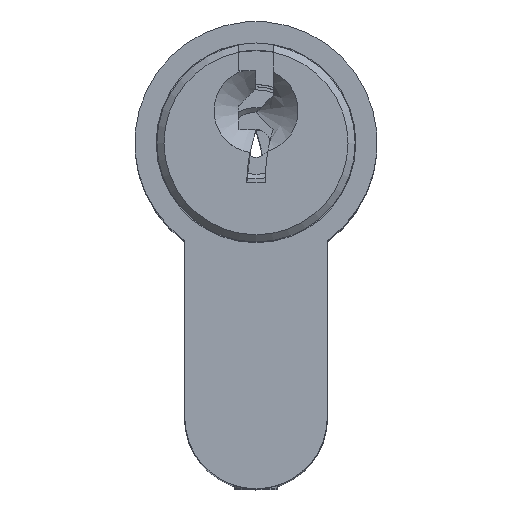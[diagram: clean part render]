
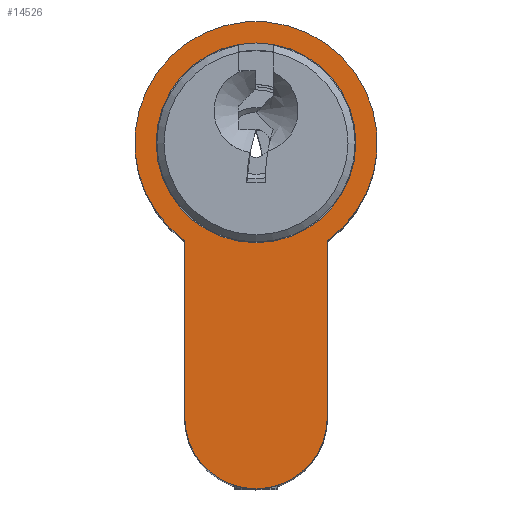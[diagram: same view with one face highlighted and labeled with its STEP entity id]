
A CAD part, top view. The second image highlights one B-rep face of the part: STEP entity #14526.
In plain terms, the highlighted planar face has unit normal (0, 0, 1).
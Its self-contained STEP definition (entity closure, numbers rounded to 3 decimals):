
#390 = DIRECTION ( 'NONE',  ( 0., 0., 1. ) ) ;
#864 = DIRECTION ( 'NONE',  ( 0., 0., 1. ) ) ;
#1457 = CARTESIAN_POINT ( 'NONE',  ( 0., -9.625, 25. ) ) ;
#1767 = ORIENTED_EDGE ( 'NONE', *, *, #2691, .F. ) ;
#1927 = DIRECTION ( 'NONE',  ( 1., 0., 0. ) ) ;
#2677 = LINE ( 'NONE', #10967, #15415 ) ;
#2691 = EDGE_CURVE ( 'NONE', #19178, #19178, #12541, .T. ) ;
#2853 = PLANE ( 'NONE',  #8706 ) ;
#3872 = CARTESIAN_POINT ( 'NONE',  ( 7., 9.625, 25. ) ) ;
#3998 = VERTEX_POINT ( 'NONE', #4584 ) ;
#4112 = CARTESIAN_POINT ( 'NONE',  ( 5., -9.625, 25. ) ) ;
#4584 = CARTESIAN_POINT ( 'NONE',  ( -5., -9.625, 25. ) ) ;
#4690 = DIRECTION ( 'NONE',  ( 0., 0., 1. ) ) ;
#5107 = EDGE_CURVE ( 'NONE', #15939, #7707, #20696, .T. ) ;
#6074 = CARTESIAN_POINT ( 'NONE',  ( -5., 2.751, 25. ) ) ;
#6597 = DIRECTION ( 'NONE',  ( 0., 0., 1. ) ) ;
#7707 = VERTEX_POINT ( 'NONE', #6074 ) ;
#8142 = CARTESIAN_POINT ( 'NONE',  ( 0., -9.625, 25. ) ) ;
#8684 = CIRCLE ( 'NONE', #16240, 5. ) ;
#8685 = ORIENTED_EDGE ( 'NONE', *, *, #20698, .T. ) ;
#8706 = AXIS2_PLACEMENT_3D ( 'NONE', #8142, #6597, #11343 ) ;
#8847 = AXIS2_PLACEMENT_3D ( 'NONE', #10445, #864, #16882 ) ;
#9134 = CARTESIAN_POINT ( 'NONE',  ( 5., 2.751, 25. ) ) ;
#9970 = CARTESIAN_POINT ( 'NONE',  ( 0., 9.625, 25. ) ) ;
#10138 = ORIENTED_EDGE ( 'NONE', *, *, #20576, .T. ) ;
#10445 = CARTESIAN_POINT ( 'NONE',  ( 0., 9.625, 25. ) ) ;
#10967 = CARTESIAN_POINT ( 'NONE',  ( 5., -9.625, 25. ) ) ;
#11030 = EDGE_LOOP ( 'NONE', ( #1767 ) ) ;
#11343 = DIRECTION ( 'NONE',  ( 1., 0., 0. ) ) ;
#12508 = DIRECTION ( 'NONE',  ( 1., 0., 0. ) ) ;
#12541 = CIRCLE ( 'NONE', #12603, 7. ) ;
#12603 = AXIS2_PLACEMENT_3D ( 'NONE', #9970, #390, #1927 ) ;
#14312 = EDGE_LOOP ( 'NONE', ( #14604, #10138, #16391, #8685 ) ) ;
#14526 = ADVANCED_FACE ( 'NONE', ( #16058, #17063 ), #2853, .T. ) ;
#14604 = ORIENTED_EDGE ( 'NONE', *, *, #19774, .T. ) ;
#14915 = LINE ( 'NONE', #16357, #16927 ) ;
#15415 = VECTOR ( 'NONE', #20342, 1000. ) ;
#15939 = VERTEX_POINT ( 'NONE', #9134 ) ;
#16058 = FACE_BOUND ( 'NONE', #11030, .T. ) ;
#16240 = AXIS2_PLACEMENT_3D ( 'NONE', #1457, #4690, #12508 ) ;
#16357 = CARTESIAN_POINT ( 'NONE',  ( -5., -9.625, 25. ) ) ;
#16391 = ORIENTED_EDGE ( 'NONE', *, *, #5107, .T. ) ;
#16707 = VERTEX_POINT ( 'NONE', #4112 ) ;
#16882 = DIRECTION ( 'NONE',  ( 1., 0., 0. ) ) ;
#16927 = VECTOR ( 'NONE', #19368, 1000. ) ;
#17063 = FACE_OUTER_BOUND ( 'NONE', #14312, .T. ) ;
#19178 = VERTEX_POINT ( 'NONE', #3872 ) ;
#19368 = DIRECTION ( 'NONE',  ( 0., -1., 0. ) ) ;
#19774 = EDGE_CURVE ( 'NONE', #3998, #16707, #8684, .T. ) ;
#20342 = DIRECTION ( 'NONE',  ( 0., 1., 0. ) ) ;
#20576 = EDGE_CURVE ( 'NONE', #16707, #15939, #2677, .T. ) ;
#20696 = CIRCLE ( 'NONE', #8847, 8.5 ) ;
#20698 = EDGE_CURVE ( 'NONE', #7707, #3998, #14915, .T. ) ;
